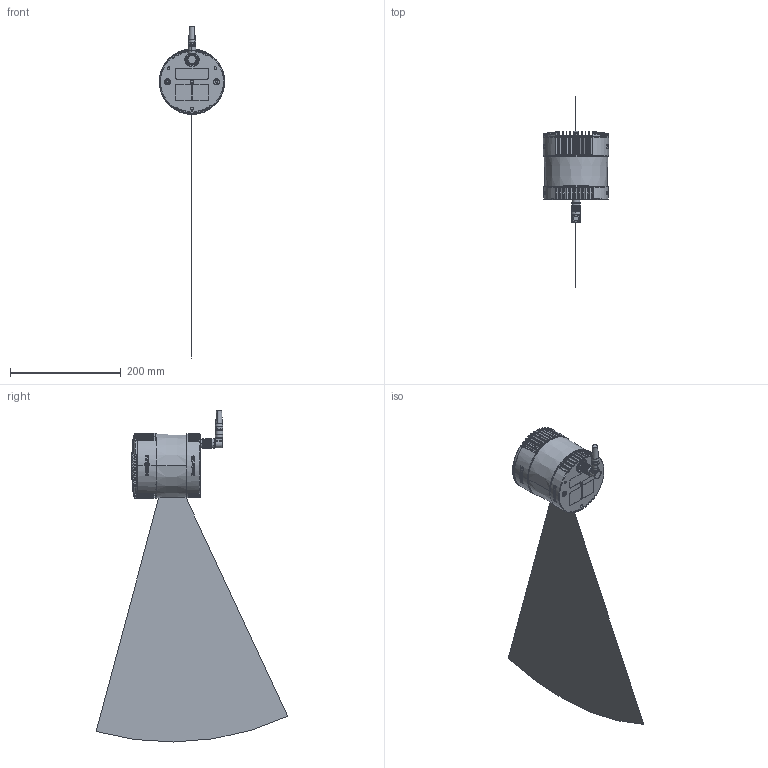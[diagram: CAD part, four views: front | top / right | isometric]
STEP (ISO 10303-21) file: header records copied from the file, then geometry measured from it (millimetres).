
FILE_DESCRIPTION (( 'STEP AP203' ), '1' );
FILE_NAME ('128-4.0俋夤-俔芛-湍弝部.STEP', '2020-08-31T13:46:26', ( '' ), ( '' ), 'SwSTEP 2.0', 'SolidWorks 2015', '' );
FILE_SCHEMA (( 'CONFIG_CONTROL_DESIGN' ));
Length unit declared in the file: millimetre
Products named in the file (4): 128-4.0俋夤-俔芛-湍弝部; FSZ.2T.ZZZ.ZZZCZZZ; 誘盄奪; 128俋夤⑩褲
Assembly tree (3 placements, depth 2):
  128-4.0俋夤-俔芛-湍弝部
    128俋夤⑩褲
    誘盄奪
    FSZ.2T.ZZZ.ZZZCZZZ
Bounding box: 118 x 347.14 x 600.85 mm (x, y, z)
Volume: 16394.4 mm3; surface area: 198820.1 mm2
Topology: 2 solids, 25 shells, 1917 faces, 5975 edges, 3973 vertices
Faces by surface type: cylinder 714, plane 612, cone 365, bspline 226
Entity records: 97670 total; most frequent: CARTESIAN_POINT 48660, ORIENTED_EDGE 10464, DIRECTION 8975, EDGE_CURVE 5945, VERTEX_POINT 3973, AXIS2_PLACEMENT_3D 3434, LINE 2107, VECTOR 2107
